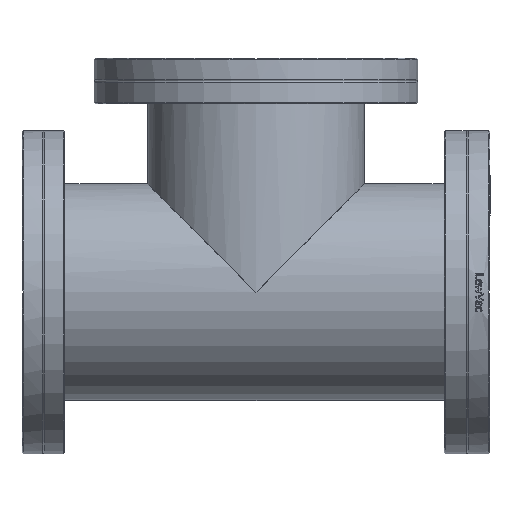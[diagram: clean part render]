
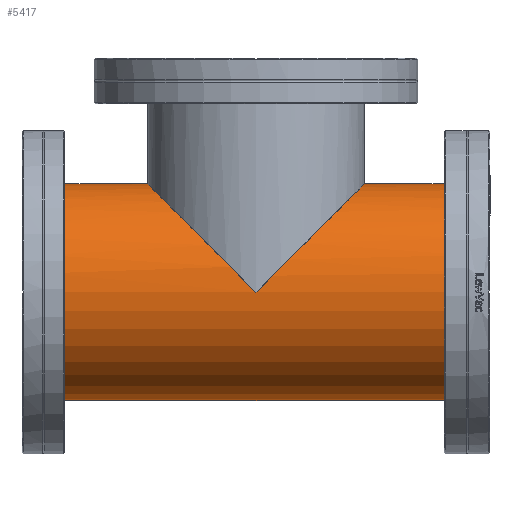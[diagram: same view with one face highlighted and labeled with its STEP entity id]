
A CAD part, left-side view. The second image highlights one B-rep face of the part: STEP entity #5417.
In plain terms, the highlighted cylindrical face has radius 50.8 mm (diameter 101.6 mm), a full revolution.
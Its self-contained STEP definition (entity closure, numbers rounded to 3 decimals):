
#11=ELLIPSE('',#6059,71.842,50.8);
#13=ELLIPSE('',#6062,71.842,50.8);
#885=CYLINDRICAL_SURFACE('',#6064,50.8);
#1175=FACE_BOUND('',#2047,.T.);
#1176=FACE_BOUND('',#2048,.T.);
#1507=FACE_OUTER_BOUND('',#2046,.T.);
#2046=EDGE_LOOP('',(#4989));
#2047=EDGE_LOOP('',(#4990,#4991));
#2048=EDGE_LOOP('',(#4992));
#2349=CIRCLE('',#6065,50.8);
#2350=CIRCLE('',#6066,50.8);
#2870=VERTEX_POINT('',#32619);
#2871=VERTEX_POINT('',#32620);
#2874=VERTEX_POINT('',#32631);
#2875=VERTEX_POINT('',#32633);
#3577=EDGE_CURVE('',#2870,#2871,#11,.T.);
#3581=EDGE_CURVE('',#2871,#2870,#13,.T.);
#3583=EDGE_CURVE('',#2874,#2874,#2349,.T.);
#3584=EDGE_CURVE('',#2875,#2875,#2350,.T.);
#4989=ORIENTED_EDGE('',*,*,#3583,.F.);
#4990=ORIENTED_EDGE('',*,*,#3577,.T.);
#4991=ORIENTED_EDGE('',*,*,#3581,.T.);
#4992=ORIENTED_EDGE('',*,*,#3584,.F.);
#5417=ADVANCED_FACE('',(#1507,#1175,#1176),#885,.T.);
#6059=AXIS2_PLACEMENT_3D('',#32621,#7337,#7338);
#6062=AXIS2_PLACEMENT_3D('',#32628,#7345,#7346);
#6064=AXIS2_PLACEMENT_3D('',#32630,#7349,#7350);
#6065=AXIS2_PLACEMENT_3D('',#32632,#7351,#7352);
#6066=AXIS2_PLACEMENT_3D('',#32634,#7353,#7354);
#7337=DIRECTION('center_axis',(-0.707,0.,
0.707));
#7338=DIRECTION('ref_axis',(-0.707,0.,-0.707));
#7345=DIRECTION('center_axis',(-0.707,0.,
-0.707));
#7346=DIRECTION('ref_axis',(-0.707,0.,0.707));
#7349=DIRECTION('center_axis',(0.,0.,1.));
#7350=DIRECTION('ref_axis',(-1.,0.,0.));
#7351=DIRECTION('center_axis',(0.,0.,1.));
#7352=DIRECTION('ref_axis',(-1.,0.,0.));
#7353=DIRECTION('center_axis',(0.,0.,-1.));
#7354=DIRECTION('ref_axis',(-1.,0.,0.));
#32619=CARTESIAN_POINT('',(0.,-50.8,98.6));
#32620=CARTESIAN_POINT('',(0.,50.8,98.6));
#32621=CARTESIAN_POINT('Origin',(0.,0.,98.6));
#32628=CARTESIAN_POINT('Origin',(0.,0.,98.6));
#32630=CARTESIAN_POINT('Origin',(0.,0.,0.));
#32631=CARTESIAN_POINT('',(50.8,0.,197.2));
#32632=CARTESIAN_POINT('Origin',(0.,0.,197.2));
#32633=CARTESIAN_POINT('',(50.8,0.,0.));
#32634=CARTESIAN_POINT('Origin',(0.,0.,0.));
